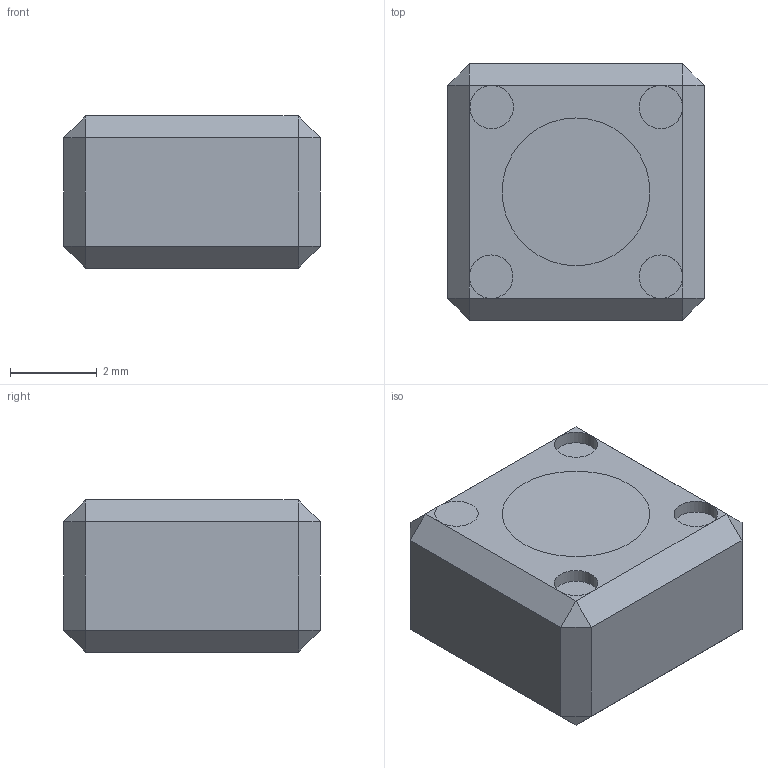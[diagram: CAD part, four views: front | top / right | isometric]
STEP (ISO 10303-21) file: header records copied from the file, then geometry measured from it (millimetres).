
FILE_DESCRIPTION(/* description */ ('','CAx-IF Rec.Pracs.---Representation and Presentation of Product Manufacturing Information (PMI)---4.0---2014-10-13'),/* implementation_level */ '2;1');
FILE_NAME(/* name */ 'Traffic Light Button Hole v4.step',/* time_stamp */ '2025-03-27T18:11:13-04:00',/* author */ (''),/* organization */ (''),/* preprocessor_version */ 'ST-DEVELOPER v20',/* originating_system */ 'Autodesk Translation Framework v13.20.0.188',/* authorisation */ '');
FILE_SCHEMA (('AP242_MANAGED_MODEL_BASED_3D_ENGINEERING_MIM_LF { 1 0 10303 442 1 1 4 }'));
Length unit declared in the file: millimetre
Products named in the file (1): Traffic Light Button Hole
Bounding box: 5.9 x 5.9 x 3.5 mm (x, y, z)
Volume: 102.1 mm3; surface area: 170.9 mm2
Topology: 1 solids, 3 shells, 41 faces, 79 edges, 41 vertices
Faces by surface type: plane 36, cylinder 5
Full cylindrical faces by diameter (mm): 1 x4, 3.4 x1
Entity records: 973 total; most frequent: DIRECTION 170, CARTESIAN_POINT 154, ORIENTED_EDGE 150, EDGE_CURVE 75, LINE 60, VECTOR 60, AXIS2_PLACEMENT_3D 55, EDGE_LOOP 40
